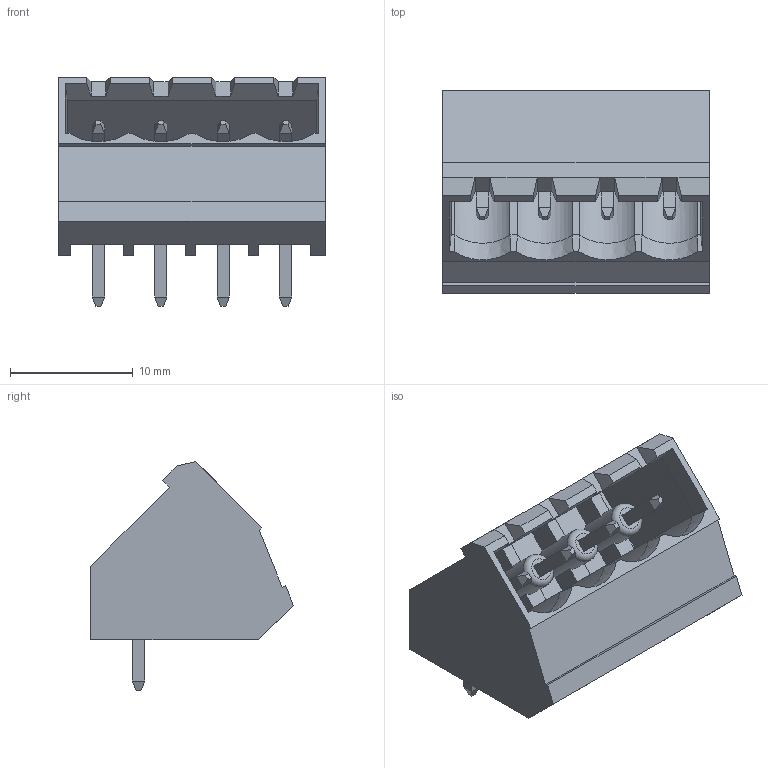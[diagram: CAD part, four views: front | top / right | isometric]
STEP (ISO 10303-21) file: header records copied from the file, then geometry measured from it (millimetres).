
FILE_DESCRIPTION( ( 'Unknown' ), '1' );
FILE_NAME( '691314520104.stp', 'Unknown', ( 'Unknown' ), ( 'Unknown' ), 'PSStep 15.0.49', 'Unknown', ' ' );
FILE_SCHEMA( ( 'AUTOMOTIVE_DESIGN { 1 0 10303 214 1 1 1 1 }' ) );
Length unit declared in the file: millimetre
Products named in the file (3): Assem1; 6913145201xx_PIN; 691314520104
Assembly tree (5 placements, depth 2):
  Assem1
    6913145201xx_PIN  x4
    691314520104
Bounding box: 21.72 x 16.5 x 18.6 mm (x, y, z)
Volume: 1445.7 mm3; surface area: 3246.1 mm2
Topology: 5 solids, 5 shells, 254 faces, 688 edges, 440 vertices
Faces by surface type: plane 238, cylinder 8, cone 4, torus 4
Full cylindrical faces by diameter (mm): 2.75 x4
Entity records: 8272 total; most frequent: CARTESIAN_POINT 1222, ORIENTED_EDGE 1148, DIRECTION 1042, EDGE_CURVE 574, LINE 506, VECTOR 506, VERTEX_POINT 376, AXIS2_PLACEMENT_3D 268
